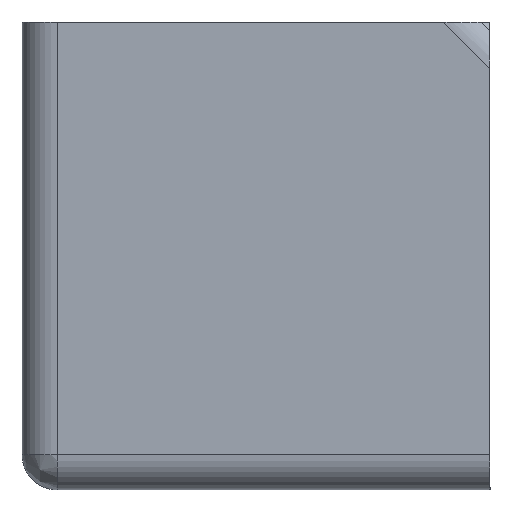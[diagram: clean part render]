
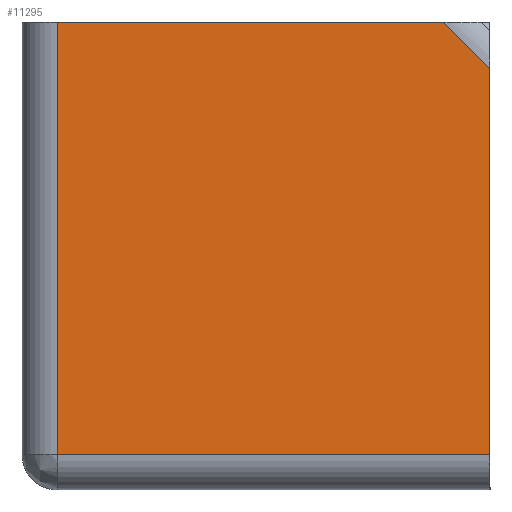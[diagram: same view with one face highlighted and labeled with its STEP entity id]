
A CAD part, front view. The second image highlights one B-rep face of the part: STEP entity #11295.
In plain terms, the highlighted planar face has unit normal (0, -1, 0).
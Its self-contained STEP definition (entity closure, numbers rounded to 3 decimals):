
#371 = CARTESIAN_POINT ( 'NONE',  ( 36.04, 0., 40. ) ) ;
#374 = DIRECTION ( 'NONE',  ( 0.707, 0., -0.707 ) ) ;
#622 = CARTESIAN_POINT ( 'NONE',  ( 0., 0., 40. ) ) ;
#661 = DIRECTION ( 'NONE',  ( 1., 0., 0. ) ) ;
#836 = CARTESIAN_POINT ( 'NONE',  ( 40., 0., 3. ) ) ;
#1090 = EDGE_CURVE ( 'NONE', #5912, #8879, #11607, .T. ) ;
#1161 = VERTEX_POINT ( 'NONE', #4442 ) ;
#1205 = CARTESIAN_POINT ( 'NONE',  ( 36.04, 0., 40. ) ) ;
#1448 = EDGE_CURVE ( 'NONE', #11977, #5912, #4962, .T. ) ;
#2124 = EDGE_CURVE ( 'NONE', #11977, #1161, #10161, .T. ) ;
#2241 = AXIS2_PLACEMENT_3D ( 'NONE', #2493, #2597, #2409 ) ;
#2409 = DIRECTION ( 'NONE',  ( 0., 0., 1. ) ) ;
#2434 = PLANE ( 'NONE',  #2241 ) ;
#2493 = CARTESIAN_POINT ( 'NONE',  ( 0., 0., 40. ) ) ;
#2597 = DIRECTION ( 'NONE',  ( 0., 1., 0. ) ) ;
#3851 = ORIENTED_EDGE ( 'NONE', *, *, #1448, .F. ) ;
#4001 = VECTOR ( 'NONE', #7922, 1000. ) ;
#4168 = VECTOR ( 'NONE', #13161, 1000. ) ;
#4442 = CARTESIAN_POINT ( 'NONE',  ( 40., 0., 36.04 ) ) ;
#4790 = FACE_OUTER_BOUND ( 'NONE', #6435, .T. ) ;
#4962 = LINE ( 'NONE', #13137, #4168 ) ;
#5912 = VERTEX_POINT ( 'NONE', #14046 ) ;
#6159 = VECTOR ( 'NONE', #10723, 1000. ) ;
#6283 = EDGE_CURVE ( 'NONE', #11584, #1161, #10235, .T. ) ;
#6435 = EDGE_LOOP ( 'NONE', ( #13100, #10234, #3851, #11276, #8006 ) ) ;
#6767 = EDGE_CURVE ( 'NONE', #8879, #11584, #8161, .T. ) ;
#7922 = DIRECTION ( 'NONE',  ( 0., 0., 1. ) ) ;
#8006 = ORIENTED_EDGE ( 'NONE', *, *, #6283, .F. ) ;
#8161 = LINE ( 'NONE', #622, #8318 ) ;
#8285 = CARTESIAN_POINT ( 'NONE',  ( 3., 0., 40. ) ) ;
#8318 = VECTOR ( 'NONE', #661, 1000. ) ;
#8879 = VERTEX_POINT ( 'NONE', #10563 ) ;
#9824 = VECTOR ( 'NONE', #374, 1000. ) ;
#10161 = LINE ( 'NONE', #10482, #6159 ) ;
#10234 = ORIENTED_EDGE ( 'NONE', *, *, #1090, .F. ) ;
#10235 = LINE ( 'NONE', #371, #9824 ) ;
#10482 = CARTESIAN_POINT ( 'NONE',  ( 40., 0., 40. ) ) ;
#10563 = CARTESIAN_POINT ( 'NONE',  ( 3., 0., 40. ) ) ;
#10723 = DIRECTION ( 'NONE',  ( 0., 0., 1. ) ) ;
#11276 = ORIENTED_EDGE ( 'NONE', *, *, #2124, .T. ) ;
#11295 = ADVANCED_FACE ( 'NONE', ( #4790 ), #2434, .F. ) ;
#11584 = VERTEX_POINT ( 'NONE', #1205 ) ;
#11607 = LINE ( 'NONE', #8285, #4001 ) ;
#11977 = VERTEX_POINT ( 'NONE', #836 ) ;
#13100 = ORIENTED_EDGE ( 'NONE', *, *, #6767, .F. ) ;
#13137 = CARTESIAN_POINT ( 'NONE',  ( 0., 0., 3. ) ) ;
#13161 = DIRECTION ( 'NONE',  ( -1., 0., 0. ) ) ;
#14046 = CARTESIAN_POINT ( 'NONE',  ( 3., 0., 3. ) ) ;
